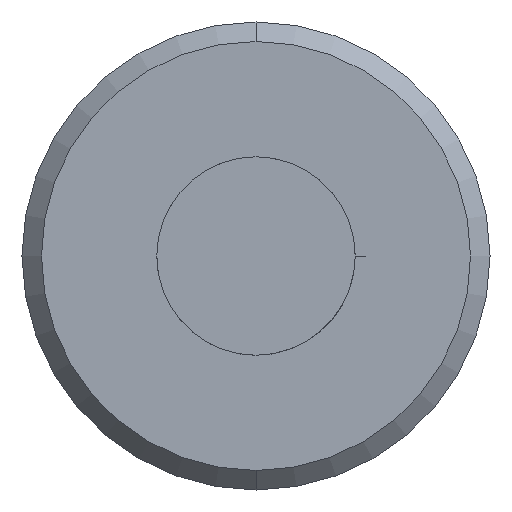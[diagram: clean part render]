
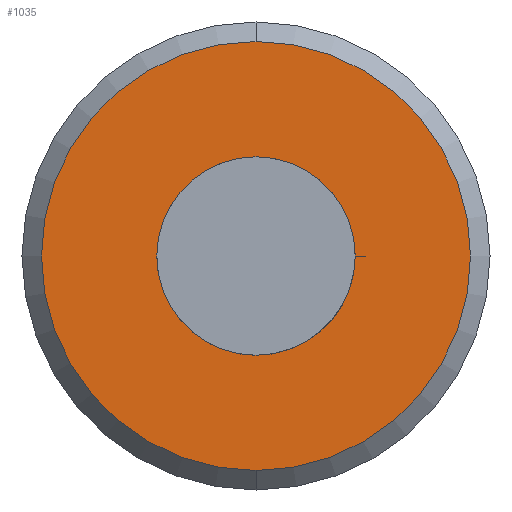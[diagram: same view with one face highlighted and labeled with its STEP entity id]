
A CAD part, front view. The second image highlights one B-rep face of the part: STEP entity #1035.
In plain terms, the highlighted planar face has unit normal (0, -1, 0).
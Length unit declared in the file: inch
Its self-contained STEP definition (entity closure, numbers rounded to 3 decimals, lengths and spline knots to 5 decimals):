
#1035 = ADVANCED_FACE ( 'NONE', ( #6848, #3809 ), #5097, .F. ) ;
#1503 = AXIS2_PLACEMENT_3D ( 'NONE', #7666, #4734, #4036 ) ;
#1995 = AXIS2_PLACEMENT_3D ( 'NONE', #3195, #7361, #2655 ) ;
#2147 = CIRCLE ( 'NONE', #6239, 0.0795 ) ;
#2161 = VERTEX_POINT ( 'NONE', #3454 ) ;
#2295 = CARTESIAN_POINT ( 'NONE',  ( 0., -0.625, 0. ) ) ;
#2437 = ORIENTED_EDGE ( 'NONE', *, *, #7267, .T. ) ;
#2534 = CARTESIAN_POINT ( 'NONE',  ( 0.0795, -0.625, 0. ) ) ;
#2618 = DIRECTION ( 'NONE',  ( 0., 1., 0. ) ) ;
#2655 = DIRECTION ( 'NONE',  ( 0., 0., 1. ) ) ;
#2744 = VERTEX_POINT ( 'NONE', #7340 ) ;
#3195 = CARTESIAN_POINT ( 'NONE',  ( 0., -0.625, 0. ) ) ;
#3231 = ORIENTED_EDGE ( 'NONE', *, *, #3682, .T. ) ;
#3454 = CARTESIAN_POINT ( 'NONE',  ( 0., -0.625, 0.17188 ) ) ;
#3516 = AXIS2_PLACEMENT_3D ( 'NONE', #3718, #6105, #7343 ) ;
#3682 = EDGE_CURVE ( 'NONE', #6020, #2744, #7597, .T. ) ;
#3686 = CARTESIAN_POINT ( 'NONE',  ( 0., -0.625, 0. ) ) ;
#3718 = CARTESIAN_POINT ( 'NONE',  ( 0., -0.625, 0. ) ) ;
#3809 = FACE_OUTER_BOUND ( 'NONE', #7260, .T. ) ;
#3903 = VERTEX_POINT ( 'NONE', #5555 ) ;
#4036 = DIRECTION ( 'NONE',  ( 0., 0., 1. ) ) ;
#4266 = DIRECTION ( 'NONE',  ( 0., 1., 0. ) ) ;
#4734 = DIRECTION ( 'NONE',  ( 0., 1., 0. ) ) ;
#4824 = CARTESIAN_POINT ( 'NONE',  ( 0., -0.625, -0.17188 ) ) ;
#4955 = EDGE_LOOP ( 'NONE', ( #3231, #6136, #2437 ) ) ;
#5030 = ORIENTED_EDGE ( 'NONE', *, *, #6175, .T. ) ;
#5097 = PLANE ( 'NONE',  #1995 ) ;
#5253 = AXIS2_PLACEMENT_3D ( 'NONE', #3686, #4266, #6728 ) ;
#5499 = CIRCLE ( 'NONE', #5253, 0.0795 ) ;
#5555 = CARTESIAN_POINT ( 'NONE',  ( 0., -0.625, 0.0795 ) ) ;
#5757 = VERTEX_POINT ( 'NONE', #4824 ) ;
#5935 = EDGE_CURVE ( 'NONE', #2744, #3903, #2147, .T. ) ;
#6020 = VERTEX_POINT ( 'NONE', #2534 ) ;
#6105 = DIRECTION ( 'NONE',  ( 0., -1., 0. ) ) ;
#6136 = ORIENTED_EDGE ( 'NONE', *, *, #5935, .T. ) ;
#6175 = EDGE_CURVE ( 'NONE', #2161, #5757, #6370, .T. ) ;
#6239 = AXIS2_PLACEMENT_3D ( 'NONE', #6703, #2618, #6742 ) ;
#6370 = CIRCLE ( 'NONE', #7113, 0.17188 ) ;
#6703 = CARTESIAN_POINT ( 'NONE',  ( 0., -0.625, 0. ) ) ;
#6728 = DIRECTION ( 'NONE',  ( 0., 0., 1. ) ) ;
#6742 = DIRECTION ( 'NONE',  ( 0., 0., 1. ) ) ;
#6782 = EDGE_CURVE ( 'NONE', #5757, #2161, #7619, .T. ) ;
#6848 = FACE_BOUND ( 'NONE', #4955, .T. ) ;
#6883 = DIRECTION ( 'NONE',  ( 0., 0., 1. ) ) ;
#6899 = ORIENTED_EDGE ( 'NONE', *, *, #6782, .T. ) ;
#7113 = AXIS2_PLACEMENT_3D ( 'NONE', #2295, #7547, #6883 ) ;
#7260 = EDGE_LOOP ( 'NONE', ( #5030, #6899 ) ) ;
#7267 = EDGE_CURVE ( 'NONE', #3903, #6020, #5499, .T. ) ;
#7340 = CARTESIAN_POINT ( 'NONE',  ( 0., -0.625, -0.0795 ) ) ;
#7343 = DIRECTION ( 'NONE',  ( 0., 0., 1. ) ) ;
#7361 = DIRECTION ( 'NONE',  ( 0., 1., 0. ) ) ;
#7547 = DIRECTION ( 'NONE',  ( 0., -1., 0. ) ) ;
#7597 = CIRCLE ( 'NONE', #1503, 0.0795 ) ;
#7619 = CIRCLE ( 'NONE', #3516, 0.17188 ) ;
#7666 = CARTESIAN_POINT ( 'NONE',  ( 0., -0.625, 0. ) ) ;
